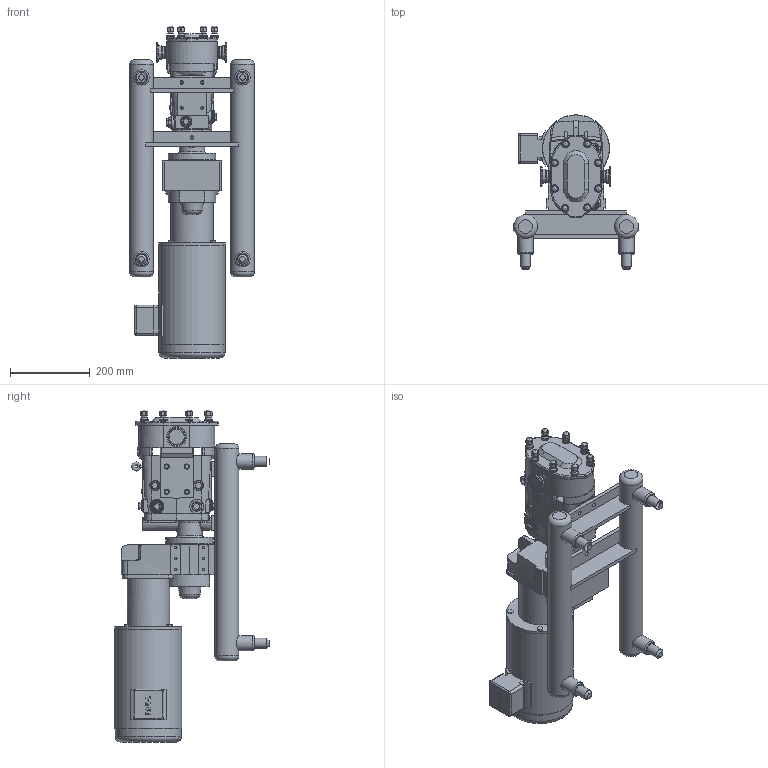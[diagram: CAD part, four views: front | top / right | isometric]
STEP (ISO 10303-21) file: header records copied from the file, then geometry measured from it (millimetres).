
FILE_DESCRIPTION(/* description */ (''),/* implementation_level */ '2;1');
FILE_NAME(/* name */ 'U3_015U3_145TC_1.5x1.5_S-Line_2HP_LH_SM.stp',/* time_stamp */ '2021-05-24T19:08:45+06:00',/* author */ ('trtmhr'),/* organization */ (''),/* preprocessor_version */ 'ST-DEVELOPER v18.1',/* originating_system */ 'Autodesk Inventor 2020',/* authorisation */ '');
FILE_SCHEMA (('AUTOMOTIVE_DESIGN { 1 0 10303 214 3 1 1 }'));
Length unit declared in the file: inch
Products named in the file (1): U3_015U3_145TC_1.5x1.5_S-Line_2HP_LH_SM
Bounding box: 314.32 x 388.11 x 835.05 mm (x, y, z)
Volume: 19270193.5 mm3; surface area: 973139.6 mm2
Topology: 5 solids, 5 shells, 1039 faces, 2837 edges, 1885 vertices
Faces by surface type: plane 513, cylinder 319, torus 79, cone 68, bspline 52, sphere 8
Full cylindrical faces by diameter (mm): 6.35 x12, 6.528 x4, 7.62 x2, 7.798 x1, 9.525 x3, 14.275 x8, 15.24 x1, 19.05 x8, 23.876 x3, 25.4 x11, 29.21 x2, 29.362 x4, 30.378 x2, 31.75 x3, 35.052 x2, 35.712 x2, 38.1 x6, 50.495 x2, 63.5 x1, 107.01 x1, 119.888 x1, 119.99 x1, 166.116 x1, 167.996 x1, 168.402 x1
Entity records: 34949 total; most frequent: CARTESIAN_POINT 8227, ORIENTED_EDGE 5648, DIRECTION 5623, EDGE_CURVE 2824, AXIS2_PLACEMENT_3D 2133, VERTEX_POINT 1885, LINE 1357, VECTOR 1357
